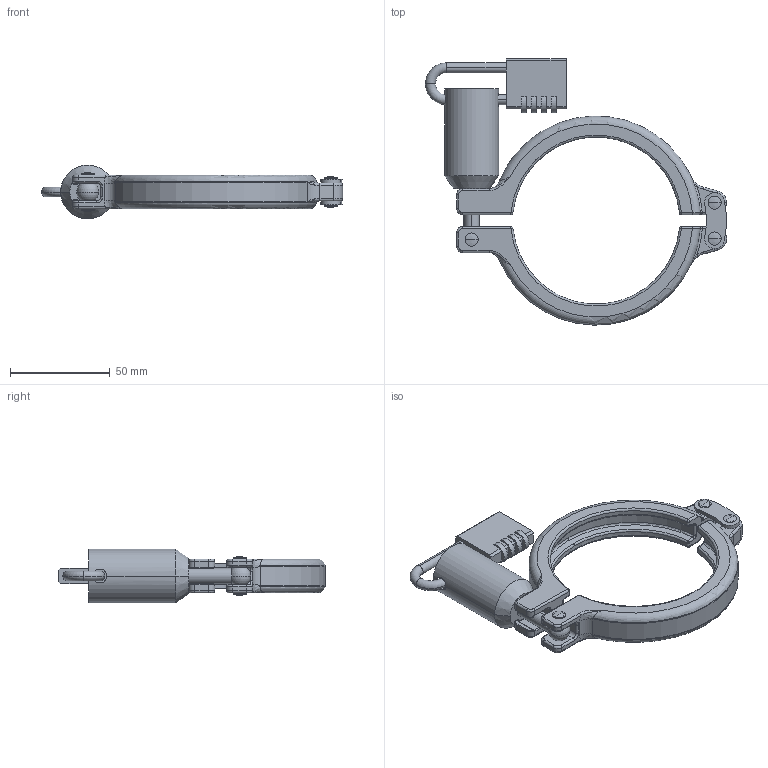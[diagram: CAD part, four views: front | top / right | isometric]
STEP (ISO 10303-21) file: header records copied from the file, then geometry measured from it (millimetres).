
FILE_DESCRIPTION (( 'STEP AP214' ), '1' );
FILE_NAME ('CL.SAFL.0300 BLOCK.STEP', '2019-04-16T14:39:09', ( '' ), ( '' ), 'SwSTEP 2.0', 'SolidWorks 2019', '' );
FILE_SCHEMA (( 'AUTOMOTIVE_DESIGN' ));
Length unit declared in the file: millimetre
Products named in the file (1): CL.SAFL.0300 BLOCK
Bounding box: 150.76 x 133.33 x 27 mm (x, y, z)
Volume: 67429.1 mm3; surface area: 35779.9 mm2
Topology: 4 solids, 4 shells, 421 faces, 1014 edges, 591 vertices
Faces by surface type: cylinder 160, plane 86, torus 77, bspline 48, sphere 34, cone 16
Entity records: 14790 total; most frequent: CARTESIAN_POINT 4870, DIRECTION 2119, ORIENTED_EDGE 1982, EDGE_CURVE 991, AXIS2_PLACEMENT_3D 883, VERTEX_POINT 590, CIRCLE 509, EDGE_LOOP 449
